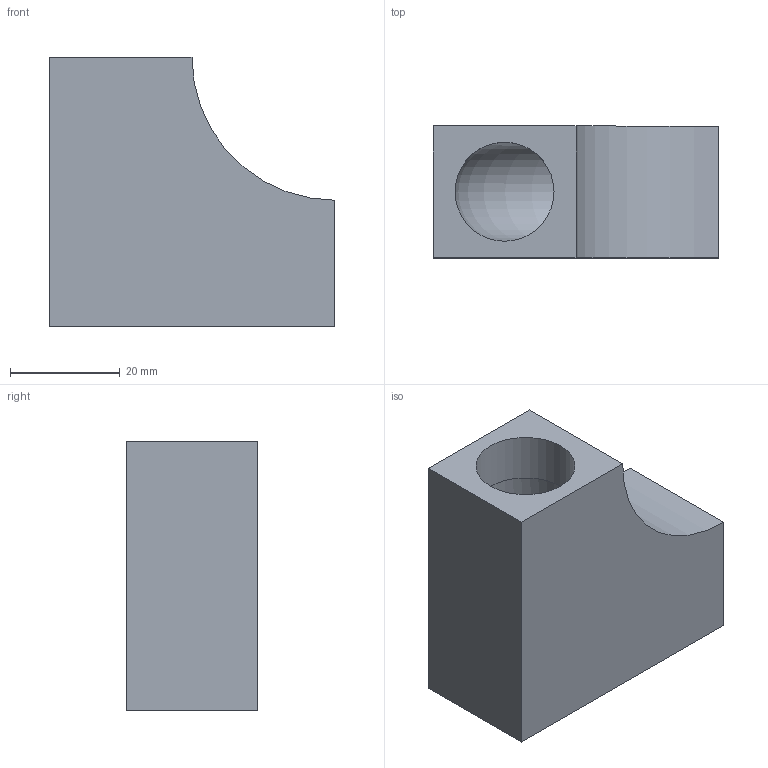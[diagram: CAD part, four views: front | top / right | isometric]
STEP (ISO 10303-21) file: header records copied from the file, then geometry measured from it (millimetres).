
FILE_DESCRIPTION(('FreeCAD Model'),'2;1');
FILE_NAME('mini-slide-marble.step','2015-07-05T22:14:34',('Author'),(''), 'Open CASCADE STEP processor 6.8','FreeCAD','Unknown');
FILE_SCHEMA(('AUTOMOTIVE_DESIGN_CC2 { 1 2 10303 214 -1 1 5 4 }'));
Length unit declared in the file: millimetre
Products named in the file (1): Clone-slide
Bounding box: 52 x 24 x 49 mm (x, y, z)
Volume: 31837.7 mm3; surface area: 11788 mm2
Topology: 1 solids, 1 shells, 10 faces, 22 edges, 14 vertices
Faces by surface type: plane 6, cylinder 3, torus 1
Full cylindrical faces by diameter (mm): 18 x2
Entity records: 586 total; most frequent: CARTESIAN_POINT 102, DIRECTION 89, LINE 50, VECTOR 50, ORIENTED_EDGE 44, PCURVE 44, DEFINITIONAL_REPRESENTATION 44, EDGE_CURVE 22
